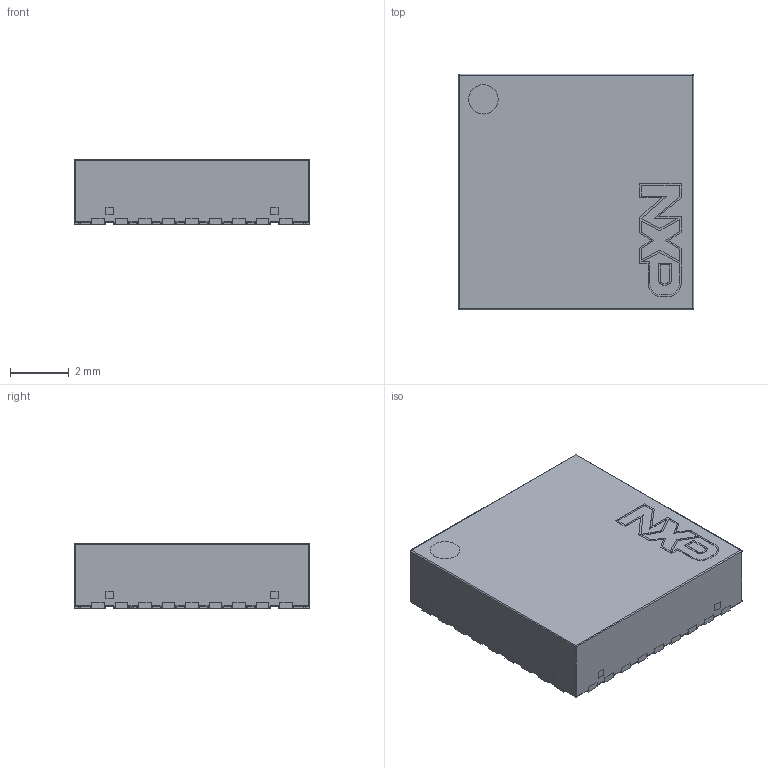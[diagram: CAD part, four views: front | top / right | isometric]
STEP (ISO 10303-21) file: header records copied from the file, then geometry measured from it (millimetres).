
FILE_DESCRIPTION(/* description */ (''),/* implementation_level */ '2;1');
FILE_NAME(/* name */ 'NXP Semiconductors NXPMC33926PNB - 32 pqfn qfn.stp',/* time_stamp */ '2020-03-20T13:27:44-04:00',/* author */ ('Ricardo'),/* organization */ (''),/* preprocessor_version */ 'ST-DEVELOPER v18',/* originating_system */ 'Autodesk Inventor 2020',/* authorisation */ '');
FILE_SCHEMA (('AUTOMOTIVE_DESIGN { 1 0 10303 214 3 1 1 }'));
Length unit declared in the file: millimetre
Products named in the file (4): Cypress Semiconductor CY7C65215-32LTXI - 32-QFN (5x5); body; pins; logo
Assembly tree (3 placements, depth 2):
  Cypress Semiconductor CY7C65215-32LTXI - 32-QFN (5x5)
    body
    pins
    logo
Bounding box: 8.01 x 8.01 x 2.2 mm (x, y, z)
Volume: 139.8 mm3; surface area: 328.6 mm2
Topology: 45 solids, 45 shells, 961 faces, 2588 edges, 1718 vertices
Faces by surface type: plane 752, cylinder 201, sphere 8
Full cylindrical faces by diameter (mm): 1 x1
Entity records: 30160 total; most frequent: CARTESIAN_POINT 5555, ORIENTED_EDGE 5176, DIRECTION 4874, EDGE_CURVE 2588, LINE 2128, VECTOR 2128, VERTEX_POINT 1718, AXIS2_PLACEMENT_3D 1373
